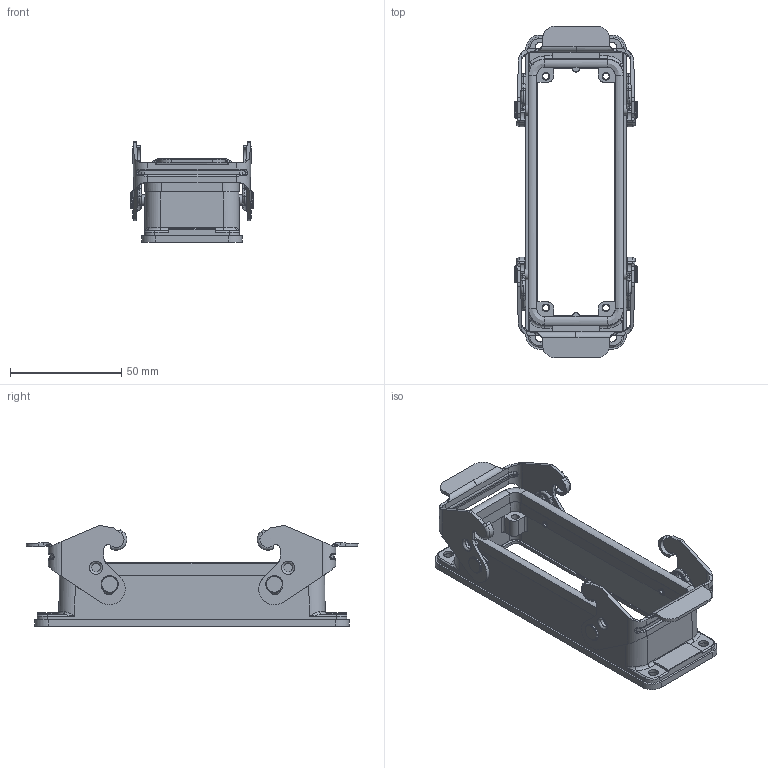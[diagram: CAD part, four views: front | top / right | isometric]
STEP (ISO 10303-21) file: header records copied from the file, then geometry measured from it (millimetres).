
FILE_DESCRIPTION (( 'STEP AP203' ), '1' );
FILE_NAME ('FH24BB02-B0000GY0 H24B-BK-2L-.step', '2026-02-09T01:48:44', ( '' ), ( '' ), 'SwSTEP 2.0', 'SolidWorks 2021', '' );
FILE_SCHEMA (( 'CONFIG_CONTROL_DESIGN' ));
Length unit declared in the file: millimetre
Products named in the file (1): FH24BB02-B0000GY0 H24B-BK-2L-
Bounding box: 55.29 x 149.17 x 45.23 mm (x, y, z)
Volume: 44465.4 mm3; surface area: 37191.2 mm2
Topology: 1 solids, 1 shells, 1023 faces, 2610 edges, 1596 vertices
Faces by surface type: cylinder 410, plane 281, torus 210, bspline 102, cone 18, sphere 2
Full cylindrical faces by diameter (mm): 2 x4, 2.843 x4, 3 x4, 3.4 x4, 4 x4, 4.5 x8, 4.8 x4, 5 x4, 7 x4, 7.7 x4
Entity records: 47283 total; most frequent: CARTESIAN_POINT 28356, ORIENTED_EDGE 4984, EDGE_CURVE 2492, B_SPLINE_CURVE_WITH_KNOTS 2319, DIRECTION 1999, VERTEX_POINT 1562, EDGE_LOOP 1160, FACE_OUTER_BOUND 1075
